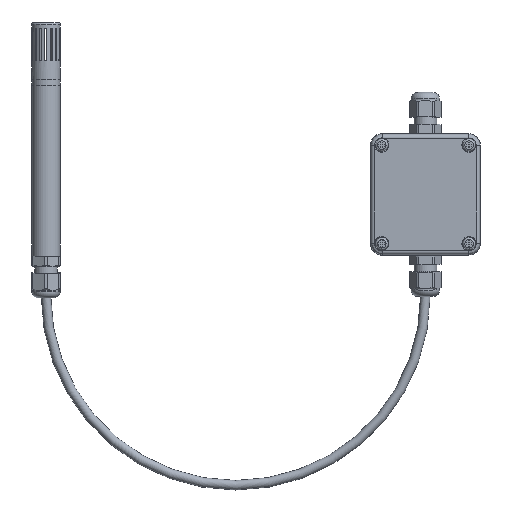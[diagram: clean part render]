
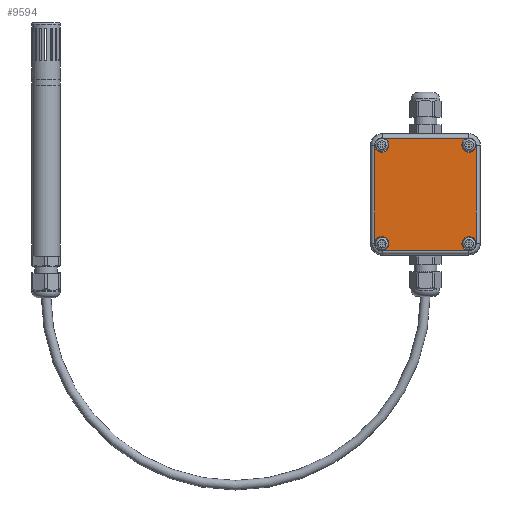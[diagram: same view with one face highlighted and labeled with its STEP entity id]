
A CAD part, top view. The second image highlights one B-rep face of the part: STEP entity #9594.
In plain terms, the highlighted planar face has unit normal (0, 0, 1).
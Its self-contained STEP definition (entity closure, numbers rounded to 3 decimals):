
#354=PLANE('',#10401);
#934=FACE_OUTER_BOUND('',#1512,.T.);
#1512=EDGE_LOOP('',(#7025,#7026,#7027,#7028,#7029,#7030,#7031,#7032,#7033,
#7034));
#2162=LINE('',#14988,#2911);
#2164=LINE('',#14993,#2913);
#2165=LINE('',#15098,#2914);
#2167=LINE('',#15101,#2916);
#2911=VECTOR('',#11876,45.331);
#2913=VECTOR('',#11882,45.331);
#2914=VECTOR('',#11889,51.331);
#2916=VECTOR('',#11893,51.331);
#3522=CIRCLE('',#10125,3.75);
#3527=CIRCLE('',#10135,3.75);
#3529=CIRCLE('',#10137,3.75);
#3533=CIRCLE('',#10145,3.75);
#3535=CIRCLE('',#10147,3.75);
#3539=CIRCLE('',#10154,3.75);
#4026=VERTEX_POINT('',#14100);
#4027=VERTEX_POINT('',#14101);
#4037=VERTEX_POINT('',#14154);
#4038=VERTEX_POINT('',#14156);
#4040=VERTEX_POINT('',#14161);
#4046=VERTEX_POINT('',#14189);
#4047=VERTEX_POINT('',#14191);
#4049=VERTEX_POINT('',#14196);
#4053=VERTEX_POINT('',#14208);
#4054=VERTEX_POINT('',#14209);
#4964=EDGE_CURVE('',#4026,#4027,#3522,.T.);
#4977=EDGE_CURVE('',#4038,#4037,#3527,.T.);
#4980=EDGE_CURVE('',#4040,#4038,#3529,.T.);
#4988=EDGE_CURVE('',#4047,#4046,#3533,.T.);
#4991=EDGE_CURVE('',#4049,#4047,#3535,.T.);
#4997=EDGE_CURVE('',#4053,#4054,#3539,.T.);
#5274=EDGE_CURVE('',#4026,#4054,#2162,.T.);
#5277=EDGE_CURVE('',#4040,#4046,#2164,.T.);
#5280=EDGE_CURVE('',#4053,#4037,#2165,.T.);
#5282=EDGE_CURVE('',#4049,#4027,#2167,.T.);
#7025=ORIENTED_EDGE('',*,*,#4997,.T.);
#7026=ORIENTED_EDGE('',*,*,#5274,.F.);
#7027=ORIENTED_EDGE('',*,*,#4964,.T.);
#7028=ORIENTED_EDGE('',*,*,#5282,.F.);
#7029=ORIENTED_EDGE('',*,*,#4991,.T.);
#7030=ORIENTED_EDGE('',*,*,#4988,.T.);
#7031=ORIENTED_EDGE('',*,*,#5277,.F.);
#7032=ORIENTED_EDGE('',*,*,#4980,.T.);
#7033=ORIENTED_EDGE('',*,*,#4977,.T.);
#7034=ORIENTED_EDGE('',*,*,#5280,.F.);
#9594=ADVANCED_FACE('',(#934),#354,.T.);
#10125=AXIS2_PLACEMENT_3D('',#14102,#11208,#11209);
#10135=AXIS2_PLACEMENT_3D('',#14157,#11230,#11231);
#10137=AXIS2_PLACEMENT_3D('',#14162,#11235,#11236);
#10145=AXIS2_PLACEMENT_3D('',#14192,#11252,#11253);
#10147=AXIS2_PLACEMENT_3D('',#14197,#11257,#11258);
#10154=AXIS2_PLACEMENT_3D('',#14210,#11272,#11273);
#10401=AXIS2_PLACEMENT_3D('',#15215,#11912,#11913);
#11208=DIRECTION('center_axis',(0.,0.,-1.));
#11209=DIRECTION('ref_axis',(1.,0.,0.));
#11230=DIRECTION('center_axis',(0.,0.,-1.));
#11231=DIRECTION('ref_axis',(1.,0.,0.));
#11235=DIRECTION('center_axis',(0.,0.,-1.));
#11236=DIRECTION('ref_axis',(1.,0.,0.));
#11252=DIRECTION('center_axis',(0.,0.,-1.));
#11253=DIRECTION('ref_axis',(1.,0.,0.));
#11257=DIRECTION('center_axis',(0.,0.,-1.));
#11258=DIRECTION('ref_axis',(1.,0.,0.));
#11272=DIRECTION('center_axis',(0.,0.,-1.));
#11273=DIRECTION('ref_axis',(1.,0.,0.));
#11876=DIRECTION('',(0.,-1.,0.));
#11882=DIRECTION('',(0.,1.,0.));
#11889=DIRECTION('',(-1.,0.,0.));
#11893=DIRECTION('',(1.,0.,0.));
#11912=DIRECTION('center_axis',(0.,0.,1.));
#11913=DIRECTION('ref_axis',(1.,0.,0.));
#14100=CARTESIAN_POINT('',(29.735,22.666,10.));
#14101=CARTESIAN_POINT('',(25.666,26.735,10.));
#14102=CARTESIAN_POINT('Origin',(26.,23.,10.));
#14154=CARTESIAN_POINT('',(-25.666,-26.735,10.));
#14156=CARTESIAN_POINT('',(-22.25,-23.,10.));
#14157=CARTESIAN_POINT('Origin',(-26.,-23.,10.));
#14161=CARTESIAN_POINT('',(-29.735,-22.666,10.));
#14162=CARTESIAN_POINT('Origin',(-26.,-23.,10.));
#14189=CARTESIAN_POINT('',(-29.735,22.666,10.));
#14191=CARTESIAN_POINT('',(-22.25,23.,10.));
#14192=CARTESIAN_POINT('Origin',(-26.,23.,10.));
#14196=CARTESIAN_POINT('',(-25.666,26.735,10.));
#14197=CARTESIAN_POINT('Origin',(-26.,23.,10.));
#14208=CARTESIAN_POINT('',(25.666,-26.735,10.));
#14209=CARTESIAN_POINT('',(29.735,-22.666,10.));
#14210=CARTESIAN_POINT('Origin',(26.,-23.,10.));
#14988=CARTESIAN_POINT('',(29.735,22.666,10.));
#14993=CARTESIAN_POINT('',(-29.735,-22.666,10.));
#15098=CARTESIAN_POINT('',(25.666,-26.735,10.));
#15101=CARTESIAN_POINT('',(-25.666,26.735,10.));
#15215=CARTESIAN_POINT('Origin',(0.,0.,10.));
